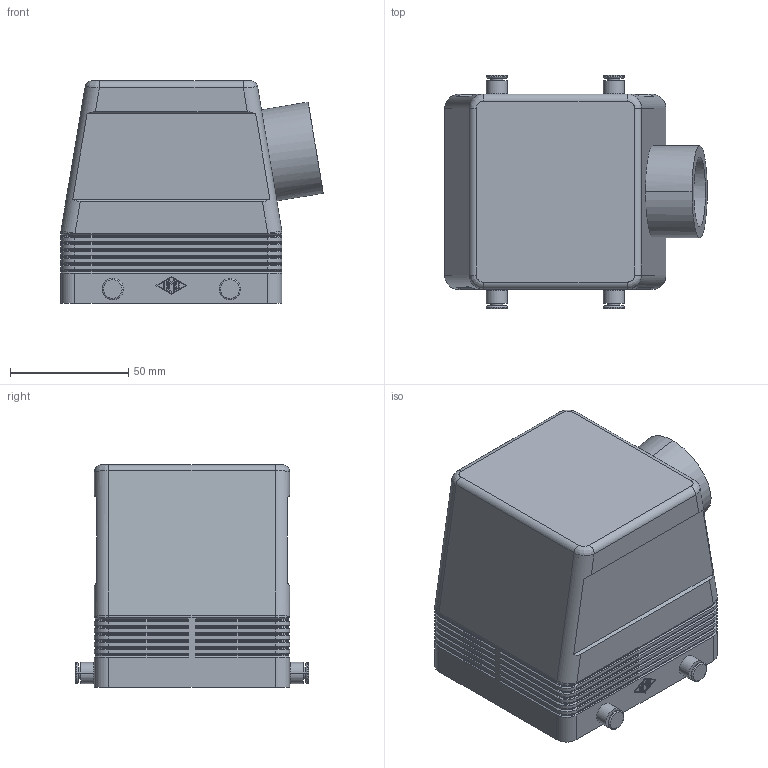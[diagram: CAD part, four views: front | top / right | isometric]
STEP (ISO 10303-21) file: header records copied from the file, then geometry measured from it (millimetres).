
FILE_DESCRIPTION(('Creo Elements/Direct Modeling STEP Export'),'2;1');
FILE_NAME('CHOT_32_6.stp','2012-12-18T16:06:00',(''),(''),'Creo Elements/Direct Modeling STEP processor for AP214 (Solid Model)','Creo Elements/Direct Modeling 18.0B 02-Dec-2011 (C) Parametric Technology GmbH','');
FILE_SCHEMA(('AUTOMOTIVE_DESIGN { 1 0 10303 214 1 1 1 1 }'));
Length unit declared in the file: millimetre
Products named in the file (1): MSBO10311
Bounding box: 110.96 x 98.5 x 94 mm (x, y, z)
Volume: 156245.6 mm3; surface area: 79347.7 mm2
Topology: 1 solids, 1 shells, 519 faces, 1373 edges, 872 vertices
Faces by surface type: plane 273, cylinder 148, cone 70, torus 16, revolution 4, sphere 4, bspline 4
Entity records: 19902 total; most frequent: CARTESIAN_POINT 3170, ORIENTED_EDGE 2698, DIRECTION 2539, EDGE_CURVE 1349, VECTOR 881, LINE 881, VERTEX_POINT 872, AXIS2_PLACEMENT_3D 827
